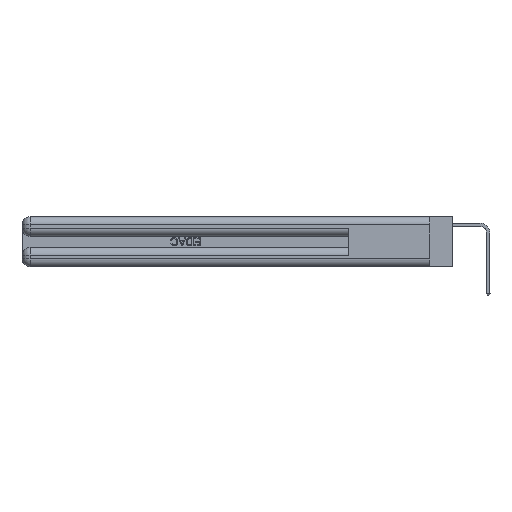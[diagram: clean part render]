
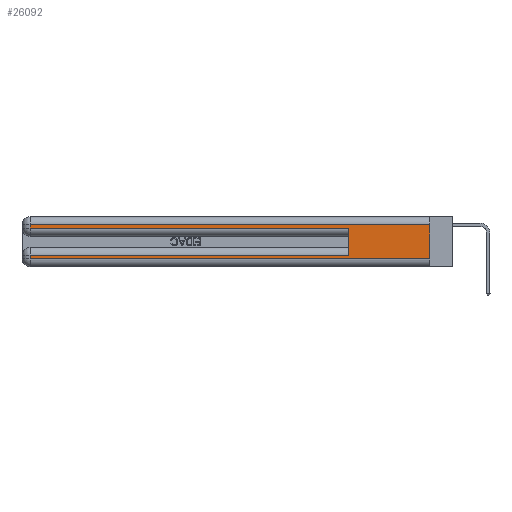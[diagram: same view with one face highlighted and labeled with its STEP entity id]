
A CAD part, left-side view. The second image highlights one B-rep face of the part: STEP entity #26092.
In plain terms, the highlighted planar face has unit normal (-1, 0, 0).
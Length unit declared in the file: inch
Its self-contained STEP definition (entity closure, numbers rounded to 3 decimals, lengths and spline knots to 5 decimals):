
#247 = EDGE_CURVE ( 'NONE', #16273, #21554, #30160, .T. ) ;
#654 = ORIENTED_EDGE ( 'NONE', *, *, #22178, .T. ) ;
#3193 = LINE ( 'NONE', #10507, #11445 ) ;
#3959 = VERTEX_POINT ( 'NONE', #20918 ) ;
#4022 = ORIENTED_EDGE ( 'NONE', *, *, #247, .T. ) ;
#4232 = VECTOR ( 'NONE', #17690, 39.37008 ) ;
#4359 = VERTEX_POINT ( 'NONE', #14402 ) ;
#5071 = CARTESIAN_POINT ( 'NONE',  ( 0., 2.94, 0.31 ) ) ;
#5514 = DIRECTION ( 'NONE',  ( 0., 0., -1. ) ) ;
#5805 = CARTESIAN_POINT ( 'NONE',  ( 0., 2.94, 0.285 ) ) ;
#6430 = LINE ( 'NONE', #31708, #26008 ) ;
#6503 = ORIENTED_EDGE ( 'NONE', *, *, #13149, .T. ) ;
#7310 = VECTOR ( 'NONE', #19846, 39.37008 ) ;
#7369 = CARTESIAN_POINT ( 'NONE',  ( 0., 2.94, 0.37 ) ) ;
#7545 = CARTESIAN_POINT ( 'NONE',  ( 0., 0., 0.06 ) ) ;
#8290 = AXIS2_PLACEMENT_3D ( 'NONE', #8330, #18474, #15969 ) ;
#8330 = CARTESIAN_POINT ( 'NONE',  ( 0., 0., 0.37 ) ) ;
#8417 = VECTOR ( 'NONE', #29841, 39.37008 ) ;
#9252 = EDGE_CURVE ( 'NONE', #30979, #25702, #6430, .T. ) ;
#10507 = CARTESIAN_POINT ( 'NONE',  ( 0., 0., 0.37 ) ) ;
#10896 = VECTOR ( 'NONE', #32713, 39.37008 ) ;
#11047 = EDGE_LOOP ( 'NONE', ( #19459, #28151, #30384, #19151, #20807, #6503, #4022, #654 ) ) ;
#11445 = VECTOR ( 'NONE', #5514, 39.37008 ) ;
#12413 = CARTESIAN_POINT ( 'NONE',  ( 0., 0., 0.085 ) ) ;
#12591 = VECTOR ( 'NONE', #25746, 39.37008 ) ;
#13149 = EDGE_CURVE ( 'NONE', #30979, #16273, #27896, .T. ) ;
#13206 = LINE ( 'NONE', #23707, #17368 ) ;
#13526 = EDGE_CURVE ( 'NONE', #3959, #4359, #3193, .T. ) ;
#14402 = CARTESIAN_POINT ( 'NONE',  ( 0., 0., 0.06 ) ) ;
#15276 = VERTEX_POINT ( 'NONE', #5805 ) ;
#15969 = DIRECTION ( 'NONE',  ( 0., 0., -1. ) ) ;
#16273 = VERTEX_POINT ( 'NONE', #20117 ) ;
#17042 = VERTEX_POINT ( 'NONE', #5071 ) ;
#17276 = EDGE_CURVE ( 'NONE', #15276, #25702, #13206, .T. ) ;
#17368 = VECTOR ( 'NONE', #28844, 39.37008 ) ;
#17690 = DIRECTION ( 'NONE',  ( 0., -1., 0. ) ) ;
#18474 = DIRECTION ( 'NONE',  ( 1., 0., 0. ) ) ;
#19151 = ORIENTED_EDGE ( 'NONE', *, *, #17276, .T. ) ;
#19459 = ORIENTED_EDGE ( 'NONE', *, *, #13526, .F. ) ;
#19846 = DIRECTION ( 'NONE',  ( 0., 0., -1. ) ) ;
#20014 = CARTESIAN_POINT ( 'NONE',  ( 0., 0., 0.31 ) ) ;
#20117 = CARTESIAN_POINT ( 'NONE',  ( 0., 2.94, 0.085 ) ) ;
#20807 = ORIENTED_EDGE ( 'NONE', *, *, #9252, .F. ) ;
#20918 = CARTESIAN_POINT ( 'NONE',  ( 0., 0., 0.31 ) ) ;
#20928 = EDGE_CURVE ( 'NONE', #3959, #17042, #24855, .T. ) ;
#21554 = VERTEX_POINT ( 'NONE', #25473 ) ;
#22178 = EDGE_CURVE ( 'NONE', #21554, #4359, #28172, .T. ) ;
#23392 = CARTESIAN_POINT ( 'NONE',  ( 0., 0.6, 0.285 ) ) ;
#23476 = FACE_OUTER_BOUND ( 'NONE', #11047, .T. ) ;
#23707 = CARTESIAN_POINT ( 'NONE',  ( 0., 0., 0.285 ) ) ;
#23899 = LINE ( 'NONE', #31205, #12591 ) ;
#24855 = LINE ( 'NONE', #20014, #8417 ) ;
#25473 = CARTESIAN_POINT ( 'NONE',  ( 0., 2.94, 0.06 ) ) ;
#25702 = VERTEX_POINT ( 'NONE', #23392 ) ;
#25746 = DIRECTION ( 'NONE',  ( 0., 0., -1. ) ) ;
#26008 = VECTOR ( 'NONE', #31212, 39.37008 ) ;
#26092 = ADVANCED_FACE ( 'NONE', ( #23476 ), #31102, .F. ) ;
#26702 = EDGE_CURVE ( 'NONE', #17042, #15276, #23899, .T. ) ;
#27896 = LINE ( 'NONE', #12413, #10896 ) ;
#28151 = ORIENTED_EDGE ( 'NONE', *, *, #20928, .T. ) ;
#28172 = LINE ( 'NONE', #7545, #4232 ) ;
#28844 = DIRECTION ( 'NONE',  ( 0., -1., 0. ) ) ;
#29841 = DIRECTION ( 'NONE',  ( 0., 1., 0. ) ) ;
#30160 = LINE ( 'NONE', #7369, #7310 ) ;
#30384 = ORIENTED_EDGE ( 'NONE', *, *, #26702, .T. ) ;
#30939 = CARTESIAN_POINT ( 'NONE',  ( 0., 0.6, 0.085 ) ) ;
#30979 = VERTEX_POINT ( 'NONE', #30939 ) ;
#31102 = PLANE ( 'NONE',  #8290 ) ;
#31205 = CARTESIAN_POINT ( 'NONE',  ( 0., 2.94, 0.37 ) ) ;
#31212 = DIRECTION ( 'NONE',  ( 0., 0., 1. ) ) ;
#31708 = CARTESIAN_POINT ( 'NONE',  ( 0., 0.6, 0.145 ) ) ;
#32713 = DIRECTION ( 'NONE',  ( 0., 1., 0. ) ) ;
